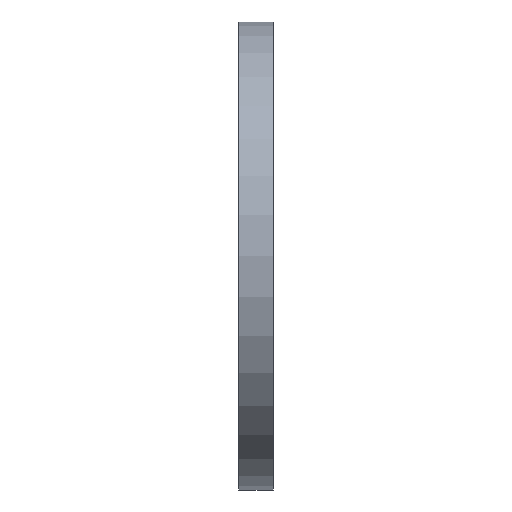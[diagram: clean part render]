
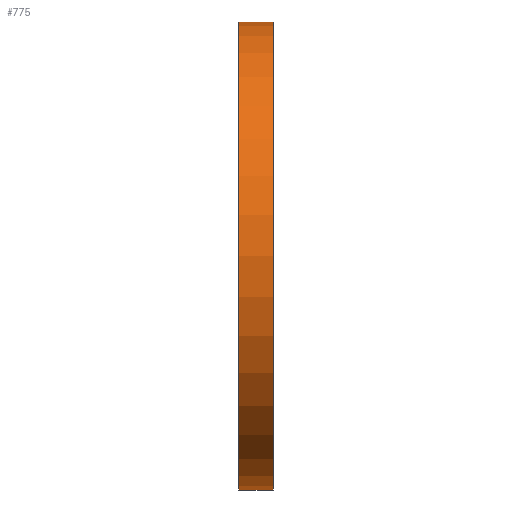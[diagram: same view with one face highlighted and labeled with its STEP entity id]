
A CAD part, front view. The second image highlights one B-rep face of the part: STEP entity #775.
In plain terms, the highlighted cylindrical face has radius 752.475 mm (diameter 1504.95 mm), a partial arc.
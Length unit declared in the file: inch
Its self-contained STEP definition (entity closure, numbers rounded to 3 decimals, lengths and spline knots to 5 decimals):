
#157 = DIRECTION ( 'NONE',  ( 0., 0., 1. ) ) ;
#192 = ORIENTED_EDGE ( 'NONE', *, *, #1579, .F. ) ;
#201 = DIRECTION ( 'NONE',  ( -1., 0., 0. ) ) ;
#207 = CARTESIAN_POINT ( 'NONE',  ( 0., 0., 0. ) ) ;
#220 = VECTOR ( 'NONE', #201, 39.37008 ) ;
#243 = DIRECTION ( 'NONE',  ( -1., 0., 0. ) ) ;
#311 = AXIS2_PLACEMENT_3D ( 'NONE', #646, #243, #768 ) ;
#341 = CYLINDRICAL_SURFACE ( 'NONE', #628, 29.625 ) ;
#370 = EDGE_CURVE ( 'NONE', #559, #387, #1109, .T. ) ;
#387 = VERTEX_POINT ( 'NONE', #722 ) ;
#398 = EDGE_LOOP ( 'NONE', ( #1039, #1318, #1628, #192 ) ) ;
#446 = VECTOR ( 'NONE', #1586, 39.37008 ) ;
#489 = AXIS2_PLACEMENT_3D ( 'NONE', #1332, #1074, #157 ) ;
#518 = CARTESIAN_POINT ( 'NONE',  ( 4.375, 0., 29.625 ) ) ;
#559 = VERTEX_POINT ( 'NONE', #518 ) ;
#628 = AXIS2_PLACEMENT_3D ( 'NONE', #207, #1232, #1095 ) ;
#646 = CARTESIAN_POINT ( 'NONE',  ( 0.0625, 0., 0. ) ) ;
#660 = EDGE_CURVE ( 'NONE', #816, #559, #1299, .T. ) ;
#690 = CIRCLE ( 'NONE', #311, 29.625 ) ;
#722 = CARTESIAN_POINT ( 'NONE',  ( 0.0625, 0., 29.625 ) ) ;
#768 = DIRECTION ( 'NONE',  ( 0., 0., 1. ) ) ;
#775 = ADVANCED_FACE ( 'NONE', ( #1363 ), #341, .T. ) ;
#816 = VERTEX_POINT ( 'NONE', #883 ) ;
#883 = CARTESIAN_POINT ( 'NONE',  ( 4.375, 0., -29.625 ) ) ;
#1039 = ORIENTED_EDGE ( 'NONE', *, *, #1211, .F. ) ;
#1052 = CARTESIAN_POINT ( 'NONE',  ( 0., 0., -29.625 ) ) ;
#1074 = DIRECTION ( 'NONE',  ( -1., 0., 0. ) ) ;
#1084 = LINE ( 'NONE', #1052, #446 ) ;
#1095 = DIRECTION ( 'NONE',  ( 0., 0., 1. ) ) ;
#1097 = CARTESIAN_POINT ( 'NONE',  ( 0., 0., 29.625 ) ) ;
#1109 = LINE ( 'NONE', #1097, #220 ) ;
#1211 = EDGE_CURVE ( 'NONE', #816, #1620, #1084, .T. ) ;
#1232 = DIRECTION ( 'NONE',  ( -1., 0., 0. ) ) ;
#1299 = CIRCLE ( 'NONE', #489, 29.625 ) ;
#1318 = ORIENTED_EDGE ( 'NONE', *, *, #660, .T. ) ;
#1332 = CARTESIAN_POINT ( 'NONE',  ( 4.375, 0., 0. ) ) ;
#1363 = FACE_OUTER_BOUND ( 'NONE', #398, .T. ) ;
#1560 = CARTESIAN_POINT ( 'NONE',  ( 0.0625, 0., -29.625 ) ) ;
#1579 = EDGE_CURVE ( 'NONE', #1620, #387, #690, .T. ) ;
#1586 = DIRECTION ( 'NONE',  ( -1., 0., 0. ) ) ;
#1620 = VERTEX_POINT ( 'NONE', #1560 ) ;
#1628 = ORIENTED_EDGE ( 'NONE', *, *, #370, .T. ) ;
